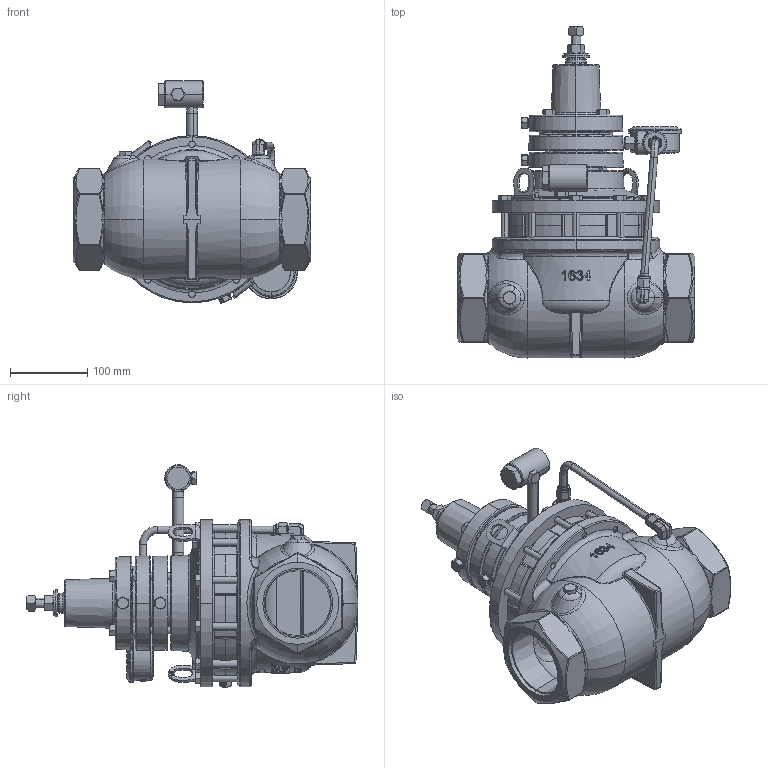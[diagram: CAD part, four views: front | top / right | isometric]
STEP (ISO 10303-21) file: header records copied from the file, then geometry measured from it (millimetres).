
FILE_DESCRIPTION (( 'STEP AP214' ), '1' );
FILE_NAME ('RFB3SADF1S-AEP.STEP', '2025-03-12T14:36:05', ( '' ), ( '' ), 'SwSTEP 2.0', 'SolidWorks 2024', '' );
FILE_SCHEMA (( 'AUTOMOTIVE_DESIGN' ));
Length unit declared in the file: inch
Products named in the file (1): RFB3SADF1S-AEP
Bounding box: 306.37 x 428.53 x 287.2 mm (x, y, z)
Volume: 6750438.4 mm3; surface area: 554319.8 mm2
Topology: 1 solids, 1 shells, 5022 faces, 13401 edges, 8528 vertices
Faces by surface type: plane 2044, bspline 1888, cylinder 461, cone 338, torus 211, sphere 80
Entity records: 216802 total; most frequent: CARTESIAN_POINT 106109, ORIENTED_EDGE 26604, DIRECTION 17117, EDGE_CURVE 13302, VERTEX_POINT 8528, VECTOR 6397, LINE 6397, AXIS2_PLACEMENT_3D 5360
